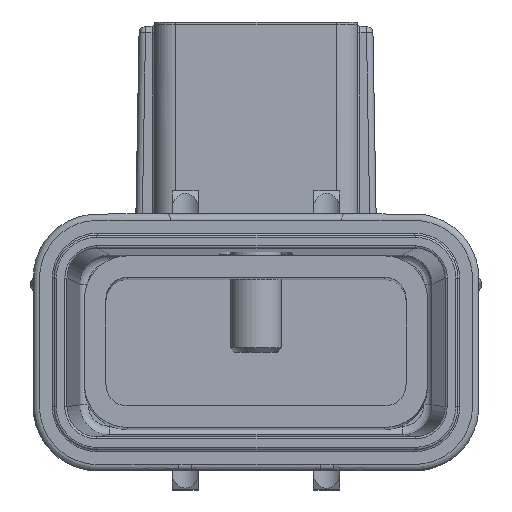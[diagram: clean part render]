
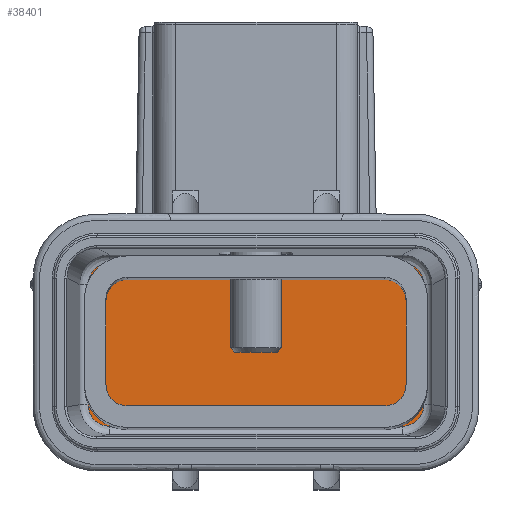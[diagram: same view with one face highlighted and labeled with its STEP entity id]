
A CAD part, top view. The second image highlights one B-rep face of the part: STEP entity #38401.
In plain terms, the highlighted planar face has unit normal (0, 0, 1).
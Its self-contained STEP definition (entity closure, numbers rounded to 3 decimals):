
#882=PLANE('',#41547);
#3173=LINE('',#122303,#5915);
#3174=LINE('',#122319,#5916);
#3175=LINE('',#122335,#5917);
#3176=LINE('',#122351,#5918);
#5915=VECTOR('',#48209,1000.);
#5916=VECTOR('',#48210,1000.);
#5917=VECTOR('',#48211,1000.);
#5918=VECTOR('',#48212,1000.);
#7731=B_SPLINE_CURVE_WITH_KNOTS('',3,(#122305,#122306,#122307,#122308,#122309,
#122310,#122311,#122312,#122313,#122314,#122315,#122316,#122317),
 .UNSPECIFIED.,.F.,.F.,(4,3,3,3,4),(2.82,3.213,3.605,
3.998,4.391),.UNSPECIFIED.);
#7732=B_SPLINE_CURVE_WITH_KNOTS('',3,(#122321,#122322,#122323,#122324,#122325,
#122326,#122327,#122328,#122329,#122330,#122331,#122332,#122333),
 .UNSPECIFIED.,.F.,.F.,(4,3,3,3,4),(1.893,2.285,2.678,
3.071,3.463),.UNSPECIFIED.);
#7733=B_SPLINE_CURVE_WITH_KNOTS('',3,(#122337,#122338,#122339,#122340,#122341,
#122342,#122343,#122344,#122345,#122346,#122347,#122348,#122349),
 .UNSPECIFIED.,.F.,.F.,(4,3,3,3,4),(2.82,3.213,3.605,
3.998,4.391),.UNSPECIFIED.);
#7734=B_SPLINE_CURVE_WITH_KNOTS('',3,(#122352,#122353,#122354,#122355,#122356,
#122357,#122358,#122359,#122360,#122361,#122362,#122363,#122364),
 .UNSPECIFIED.,.F.,.F.,(4,3,3,3,4),(1.893,2.285,2.678,
3.071,3.463),.UNSPECIFIED.);
#8546=FACE_OUTER_BOUND('',#11040,.T.);
#11040=EDGE_LOOP('',(#28385,#28386,#28387,#28388,#28389,#28390,#28391,#28392));
#17814=VERTEX_POINT('',#122301);
#17815=VERTEX_POINT('',#122302);
#17816=VERTEX_POINT('',#122304);
#17817=VERTEX_POINT('',#122318);
#17818=VERTEX_POINT('',#122320);
#17819=VERTEX_POINT('',#122334);
#17820=VERTEX_POINT('',#122336);
#17821=VERTEX_POINT('',#122350);
#21851=EDGE_CURVE('',#17814,#17815,#3173,.T.);
#21852=EDGE_CURVE('',#17815,#17816,#7731,.T.);
#21853=EDGE_CURVE('',#17816,#17817,#3174,.T.);
#21854=EDGE_CURVE('',#17817,#17818,#7732,.T.);
#21855=EDGE_CURVE('',#17818,#17819,#3175,.T.);
#21856=EDGE_CURVE('',#17819,#17820,#7733,.T.);
#21857=EDGE_CURVE('',#17820,#17821,#3176,.T.);
#21858=EDGE_CURVE('',#17821,#17814,#7734,.T.);
#28385=ORIENTED_EDGE('',*,*,#21851,.T.);
#28386=ORIENTED_EDGE('',*,*,#21852,.T.);
#28387=ORIENTED_EDGE('',*,*,#21853,.T.);
#28388=ORIENTED_EDGE('',*,*,#21854,.T.);
#28389=ORIENTED_EDGE('',*,*,#21855,.T.);
#28390=ORIENTED_EDGE('',*,*,#21856,.T.);
#28391=ORIENTED_EDGE('',*,*,#21857,.T.);
#28392=ORIENTED_EDGE('',*,*,#21858,.T.);
#38401=ADVANCED_FACE('',(#8546),#882,.F.);
#41547=AXIS2_PLACEMENT_3D('',#122300,#48207,#48208);
#48207=DIRECTION('center_axis',(0.,0.,-1.));
#48208=DIRECTION('ref_axis',(-1.,0.,0.));
#48209=DIRECTION('',(0.,-1.,0.));
#48210=DIRECTION('',(1.,0.,0.));
#48211=DIRECTION('',(0.,1.,0.));
#48212=DIRECTION('',(-1.,0.,0.));
#122300=CARTESIAN_POINT('Origin',(0.,0.,-317.33));
#122301=CARTESIAN_POINT('',(-39.147,14.016,-317.33));
#122302=CARTESIAN_POINT('',(-39.147,-14.016,-317.33));
#122303=CARTESIAN_POINT('',(-39.147,-14.01,-317.33));
#122304=CARTESIAN_POINT('',(-34.147,-19.016,-317.33));
#122305=CARTESIAN_POINT('Ctrl Pts',(-39.147,-14.016,
-317.33));
#122306=CARTESIAN_POINT('Ctrl Pts',(-39.147,-14.67,
-317.33));
#122307=CARTESIAN_POINT('Ctrl Pts',(-39.016,-15.324,
-317.33));
#122308=CARTESIAN_POINT('Ctrl Pts',(-38.766,-15.929,
-317.33));
#122309=CARTESIAN_POINT('Ctrl Pts',(-38.516,-16.534,
-317.33));
#122310=CARTESIAN_POINT('Ctrl Pts',(-38.145,-17.088,
-317.33));
#122311=CARTESIAN_POINT('Ctrl Pts',(-37.682,-17.551,
-317.33));
#122312=CARTESIAN_POINT('Ctrl Pts',(-37.219,-18.014,
-317.33));
#122313=CARTESIAN_POINT('Ctrl Pts',(-36.665,-18.385,
-317.33));
#122314=CARTESIAN_POINT('Ctrl Pts',(-36.06,-18.635,
-317.33));
#122315=CARTESIAN_POINT('Ctrl Pts',(-35.455,-18.885,
-317.33));
#122316=CARTESIAN_POINT('Ctrl Pts',(-34.801,-19.016,
-317.33));
#122317=CARTESIAN_POINT('Ctrl Pts',(-34.147,-19.016,
-317.33));
#122318=CARTESIAN_POINT('',(34.147,-19.016,-317.33));
#122319=CARTESIAN_POINT('',(34.128,-19.016,-317.33));
#122320=CARTESIAN_POINT('',(39.147,-14.016,-317.33));
#122321=CARTESIAN_POINT('Ctrl Pts',(34.147,-19.016,
-317.33));
#122322=CARTESIAN_POINT('Ctrl Pts',(34.801,-19.016,
-317.33));
#122323=CARTESIAN_POINT('Ctrl Pts',(35.455,-18.885,
-317.33));
#122324=CARTESIAN_POINT('Ctrl Pts',(36.06,-18.635,-317.33));
#122325=CARTESIAN_POINT('Ctrl Pts',(36.665,-18.385,
-317.33));
#122326=CARTESIAN_POINT('Ctrl Pts',(37.219,-18.014,
-317.33));
#122327=CARTESIAN_POINT('Ctrl Pts',(37.682,-17.551,
-317.33));
#122328=CARTESIAN_POINT('Ctrl Pts',(38.145,-17.088,
-317.33));
#122329=CARTESIAN_POINT('Ctrl Pts',(38.516,-16.534,
-317.33));
#122330=CARTESIAN_POINT('Ctrl Pts',(38.766,-15.929,
-317.33));
#122331=CARTESIAN_POINT('Ctrl Pts',(39.016,-15.324,
-317.33));
#122332=CARTESIAN_POINT('Ctrl Pts',(39.147,-14.67,-317.33));
#122333=CARTESIAN_POINT('Ctrl Pts',(39.147,-14.016,
-317.33));
#122334=CARTESIAN_POINT('',(39.147,14.016,-317.33));
#122335=CARTESIAN_POINT('',(39.147,14.01,-317.33));
#122336=CARTESIAN_POINT('',(34.147,19.016,-317.33));
#122337=CARTESIAN_POINT('Ctrl Pts',(39.147,14.016,-317.33));
#122338=CARTESIAN_POINT('Ctrl Pts',(39.147,14.67,-317.33));
#122339=CARTESIAN_POINT('Ctrl Pts',(39.016,15.324,-317.33));
#122340=CARTESIAN_POINT('Ctrl Pts',(38.766,15.929,-317.33));
#122341=CARTESIAN_POINT('Ctrl Pts',(38.516,16.534,-317.33));
#122342=CARTESIAN_POINT('Ctrl Pts',(38.145,17.088,-317.33));
#122343=CARTESIAN_POINT('Ctrl Pts',(37.682,17.551,-317.33));
#122344=CARTESIAN_POINT('Ctrl Pts',(37.219,18.014,-317.33));
#122345=CARTESIAN_POINT('Ctrl Pts',(36.665,18.385,-317.33));
#122346=CARTESIAN_POINT('Ctrl Pts',(36.06,18.635,-317.33));
#122347=CARTESIAN_POINT('Ctrl Pts',(35.455,18.885,-317.33));
#122348=CARTESIAN_POINT('Ctrl Pts',(34.801,19.016,-317.33));
#122349=CARTESIAN_POINT('Ctrl Pts',(34.147,19.016,-317.33));
#122350=CARTESIAN_POINT('',(-34.147,19.016,-317.33));
#122351=CARTESIAN_POINT('',(-34.128,19.016,-317.33));
#122352=CARTESIAN_POINT('Ctrl Pts',(-34.147,19.016,
-317.33));
#122353=CARTESIAN_POINT('Ctrl Pts',(-34.801,19.016,
-317.33));
#122354=CARTESIAN_POINT('Ctrl Pts',(-35.455,18.885,
-317.33));
#122355=CARTESIAN_POINT('Ctrl Pts',(-36.06,18.635,-317.33));
#122356=CARTESIAN_POINT('Ctrl Pts',(-36.665,18.385,
-317.33));
#122357=CARTESIAN_POINT('Ctrl Pts',(-37.219,18.014,
-317.33));
#122358=CARTESIAN_POINT('Ctrl Pts',(-37.682,17.551,
-317.33));
#122359=CARTESIAN_POINT('Ctrl Pts',(-38.145,17.088,
-317.33));
#122360=CARTESIAN_POINT('Ctrl Pts',(-38.516,16.534,
-317.33));
#122361=CARTESIAN_POINT('Ctrl Pts',(-38.766,15.929,
-317.33));
#122362=CARTESIAN_POINT('Ctrl Pts',(-39.016,15.324,-317.33));
#122363=CARTESIAN_POINT('Ctrl Pts',(-39.147,14.67,
-317.33));
#122364=CARTESIAN_POINT('Ctrl Pts',(-39.147,14.016,
-317.33));
